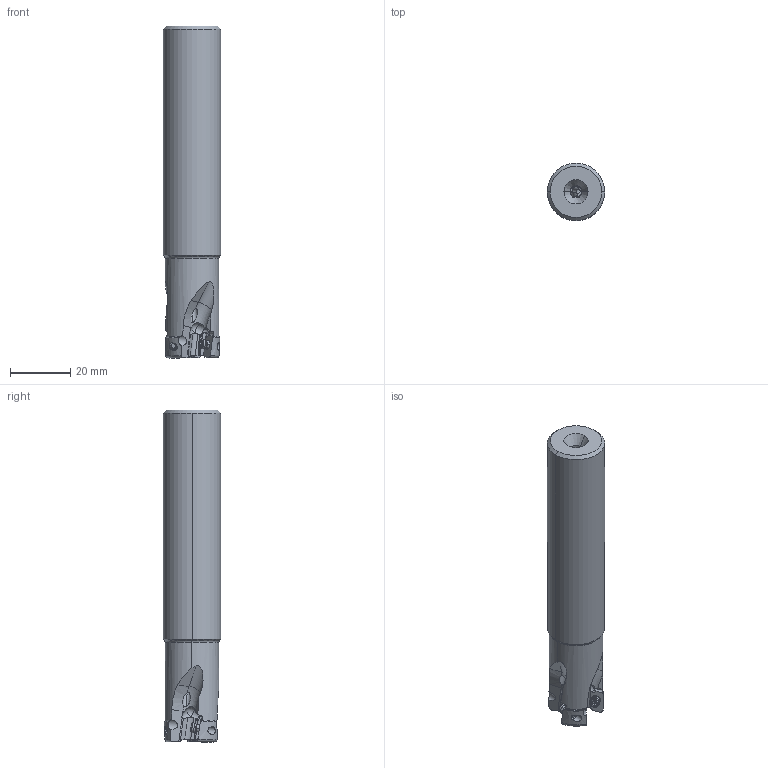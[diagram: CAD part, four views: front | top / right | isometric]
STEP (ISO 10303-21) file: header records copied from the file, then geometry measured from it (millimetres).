
FILE_DESCRIPTION(/* description */ (''),/* implementation_level */ '2;1');
FILE_NAME(/* name */ 'APX3000UR123SA12SA.stp',/* time_stamp */ '2021-09-08T11:46:16+09:00',/* author */ (''),/* organization */ (''),/* preprocessor_version */ 'ST-DEVELOPER v16',/* originating_system */ 'SIEMENS PLM Software NX 10.0',/* authorisation */ '');
FILE_SCHEMA (('AUTOMOTIVE_DESIGN { 1 0 10303 214 3 1 1 1 }'));
Length unit declared in the file: millimetre
Products named in the file (1): APX3000UR123SA12SA_ASM
Bounding box: 19.05 x 19.05 x 110.07 mm (x, y, z)
Volume: 26722 mm3; surface area: 8709.4 mm2
Topology: 4 solids, 4 shells, 276 faces, 856 edges, 601 vertices
Faces by surface type: cylinder 122, plane 65, cone 51, torus 23, sphere 15
Entity records: 12934 total; most frequent: CARTESIAN_POINT 5219, ORIENTED_EDGE 1684, DIRECTION 1503, EDGE_CURVE 842, AXIS2_PLACEMENT_3D 635, VERTEX_POINT 576, CIRCLE 297, EDGE_LOOP 290
